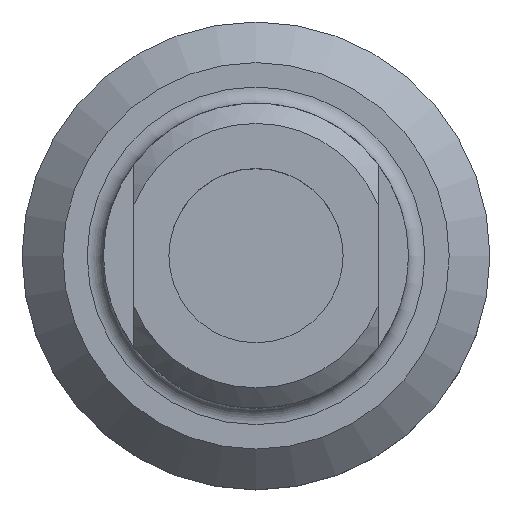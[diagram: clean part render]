
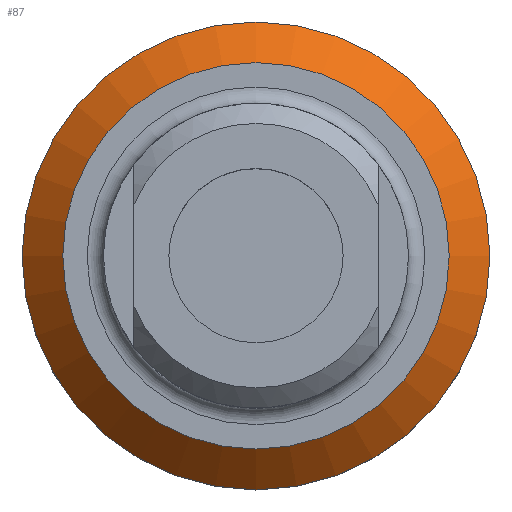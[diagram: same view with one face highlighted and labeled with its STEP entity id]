
A CAD part, top view. The second image highlights one B-rep face of the part: STEP entity #87.
In plain terms, the highlighted conical face has half-angle 45 degrees and reference radius 9.5 mm.
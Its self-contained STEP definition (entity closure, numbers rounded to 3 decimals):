
#87 = ADVANCED_FACE( '', ( #124, #125 ), #126, .T. );
#124 = FACE_OUTER_BOUND( '', #179, .T. );
#125 = FACE_BOUND( '', #180, .T. );
#126 = CONICAL_SURFACE( '', #181, 9.5, 0.785 );
#179 = EDGE_LOOP( '', ( #282 ) );
#180 = EDGE_LOOP( '', ( #283 ) );
#181 = AXIS2_PLACEMENT_3D( '', #284, #285, #286 );
#282 = ORIENTED_EDGE( '', *, *, #357, .T. );
#283 = ORIENTED_EDGE( '', *, *, #339, .F. );
#284 = CARTESIAN_POINT( '', ( 0., 0., 7. ) );
#285 = DIRECTION( '', ( 0., 0., -1. ) );
#286 = DIRECTION( '', ( -1., 0., 0. ) );
#339 = EDGE_CURVE( '', #374, #374, #375, .T. );
#357 = EDGE_CURVE( '', #404, #404, #405, .T. );
#374 = VERTEX_POINT( '', #436 );
#375 = CIRCLE( '', #437, 9.5 );
#404 = VERTEX_POINT( '', #480 );
#405 = CIRCLE( '', #481, 11.5 );
#436 = CARTESIAN_POINT( '', ( 9.5, 0., 7. ) );
#437 = AXIS2_PLACEMENT_3D( '', #504, #505, #506 );
#480 = CARTESIAN_POINT( '', ( 11.5, 0., 5. ) );
#481 = AXIS2_PLACEMENT_3D( '', #536, #537, #538 );
#504 = CARTESIAN_POINT( '', ( 0., 0., 7. ) );
#505 = DIRECTION( '', ( 0., 0., 1. ) );
#506 = DIRECTION( '', ( 1., 0., 0. ) );
#536 = CARTESIAN_POINT( '', ( 0., 0., 5. ) );
#537 = DIRECTION( '', ( 0., 0., 1. ) );
#538 = DIRECTION( '', ( 1., 0., 0. ) );
